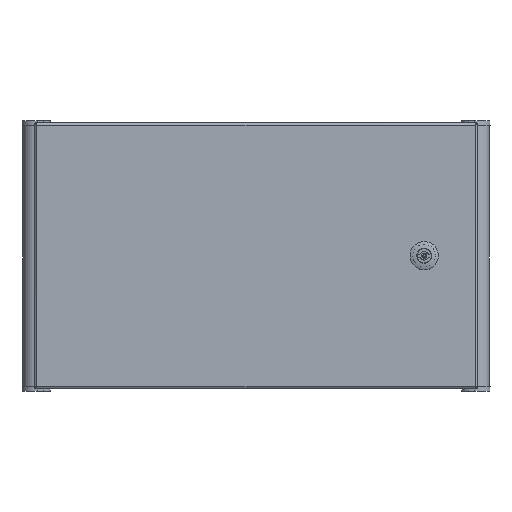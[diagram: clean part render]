
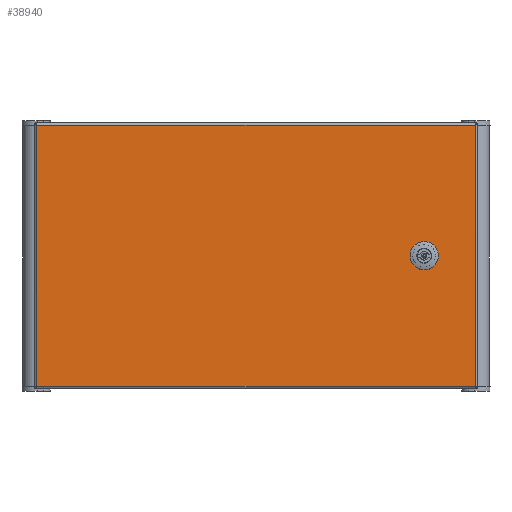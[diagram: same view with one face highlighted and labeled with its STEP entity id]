
A CAD part, top view. The second image highlights one B-rep face of the part: STEP entity #38940.
In plain terms, the highlighted face is planar.
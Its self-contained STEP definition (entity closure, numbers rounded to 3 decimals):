
#408 = LINE ( 'NONE', #14973, #14828 ) ;
#2043 = CARTESIAN_POINT ( 'NONE',  ( 190., 0., 0. ) ) ;
#2214 = CARTESIAN_POINT ( 'NONE',  ( 248.743, -147.5, 0. ) ) ;
#2644 = CARTESIAN_POINT ( 'NONE',  ( 247.5, -147.5, 0. ) ) ;
#3581 = EDGE_CURVE ( 'NONE', #37987, #36394, #29794, .T. ) ;
#5087 = CARTESIAN_POINT ( 'NONE',  ( 190., 0., 0. ) ) ;
#5258 = EDGE_CURVE ( 'NONE', #41920, #9680, #36910, .T. ) ;
#6198 = CIRCLE ( 'NONE', #32094, 11.25 ) ;
#7133 = CARTESIAN_POINT ( 'NONE',  ( 179.95, 5.056, 0. ) ) ;
#7354 = CIRCLE ( 'NONE', #18100, 11.25 ) ;
#7996 = FACE_BOUND ( 'NONE', #24365, .T. ) ;
#8052 = CARTESIAN_POINT ( 'NONE',  ( 195.056, -10.05, 0. ) ) ;
#8270 = DIRECTION ( 'NONE',  ( 0., 0., -1. ) ) ;
#8485 = EDGE_CURVE ( 'NONE', #41067, #38627, #9416, .T. ) ;
#9003 = CARTESIAN_POINT ( 'NONE',  ( 200.05, 5.056, 0. ) ) ;
#9416 = CIRCLE ( 'NONE', #27439, 11.25 ) ;
#9680 = VERTEX_POINT ( 'NONE', #2644 ) ;
#9976 = EDGE_CURVE ( 'NONE', #20366, #31176, #7354, .T. ) ;
#10289 = CARTESIAN_POINT ( 'NONE',  ( 184.944, 10.05, 0. ) ) ;
#10365 = CARTESIAN_POINT ( 'NONE',  ( -248.743, 147.5, 0. ) ) ;
#10377 = ORIENTED_EDGE ( 'NONE', *, *, #3581, .T. ) ;
#10429 = DIRECTION ( 'NONE',  ( 0., 1., 0. ) ) ;
#10694 = DIRECTION ( 'NONE',  ( 0., 0., 1. ) ) ;
#10783 = ORIENTED_EDGE ( 'NONE', *, *, #13813, .F. ) ;
#10889 = CIRCLE ( 'NONE', #12873, 11.25 ) ;
#10999 = ORIENTED_EDGE ( 'NONE', *, *, #11508, .F. ) ;
#11041 = VECTOR ( 'NONE', #37670, 1000. ) ;
#11108 = ORIENTED_EDGE ( 'NONE', *, *, #31598, .F. ) ;
#11508 = EDGE_CURVE ( 'NONE', #24788, #15672, #10889, .T. ) ;
#12111 = CARTESIAN_POINT ( 'NONE',  ( 190., 0., 0. ) ) ;
#12873 = AXIS2_PLACEMENT_3D ( 'NONE', #2043, #38828, #25104 ) ;
#13234 = DIRECTION ( 'NONE',  ( -1., 0., 0. ) ) ;
#13237 = CARTESIAN_POINT ( 'NONE',  ( 200.05, -5.056, 0. ) ) ;
#13279 = EDGE_CURVE ( 'NONE', #15672, #16382, #40204, .T. ) ;
#13813 = EDGE_CURVE ( 'NONE', #38627, #24788, #408, .T. ) ;
#14520 = CARTESIAN_POINT ( 'NONE',  ( 247.5, 147.5, 0. ) ) ;
#14828 = VECTOR ( 'NONE', #38060, 1000. ) ;
#14973 = CARTESIAN_POINT ( 'NONE',  ( 200.05, 5.056, 0. ) ) ;
#15264 = DIRECTION ( 'NONE',  ( -1., 0., 0. ) ) ;
#15498 = EDGE_CURVE ( 'NONE', #36394, #41920, #35393, .T. ) ;
#15672 = VERTEX_POINT ( 'NONE', #8052 ) ;
#16127 = DIRECTION ( 'NONE',  ( -1., 0., 0. ) ) ;
#16382 = VERTEX_POINT ( 'NONE', #23229 ) ;
#17440 = DIRECTION ( 'NONE',  ( 1., 0., 0. ) ) ;
#17781 = VECTOR ( 'NONE', #25421, 1000. ) ;
#17816 = VECTOR ( 'NONE', #19568, 1000. ) ;
#18100 = AXIS2_PLACEMENT_3D ( 'NONE', #5087, #8270, #15264 ) ;
#19522 = VECTOR ( 'NONE', #38984, 1000. ) ;
#19568 = DIRECTION ( 'NONE',  ( 1., 0., 0. ) ) ;
#20227 = CARTESIAN_POINT ( 'NONE',  ( -247.5, -148.743, 0. ) ) ;
#20366 = VERTEX_POINT ( 'NONE', #38788 ) ;
#20828 = LINE ( 'NONE', #40585, #11041 ) ;
#20992 = VECTOR ( 'NONE', #36388, 1000. ) ;
#21174 = CARTESIAN_POINT ( 'NONE',  ( -247.5, -147.5, 0. ) ) ;
#21965 = ORIENTED_EDGE ( 'NONE', *, *, #8485, .F. ) ;
#22671 = CARTESIAN_POINT ( 'NONE',  ( 195.056, -10.05, 0. ) ) ;
#22848 = CARTESIAN_POINT ( 'NONE',  ( 247.5, 148.743, 0. ) ) ;
#23059 = DIRECTION ( 'NONE',  ( 0., 0., -1. ) ) ;
#23203 = CARTESIAN_POINT ( 'NONE',  ( 190., 0., 0. ) ) ;
#23229 = CARTESIAN_POINT ( 'NONE',  ( 184.944, -10.05, 0. ) ) ;
#23669 = CARTESIAN_POINT ( 'NONE',  ( 179.95, -5.056, 0. ) ) ;
#23944 = CARTESIAN_POINT ( 'NONE',  ( -250., 150., 0. ) ) ;
#24079 = PLANE ( 'NONE',  #28973 ) ;
#24204 = VERTEX_POINT ( 'NONE', #23669 ) ;
#24307 = EDGE_CURVE ( 'NONE', #24204, #20366, #39252, .T. ) ;
#24365 = EDGE_LOOP ( 'NONE', ( #32745, #10999, #10783, #21965, #33061, #25660, #42245, #11108 ) ) ;
#24788 = VERTEX_POINT ( 'NONE', #13237 ) ;
#25104 = DIRECTION ( 'NONE',  ( -1., 0., 0. ) ) ;
#25421 = DIRECTION ( 'NONE',  ( -1., 0., 0. ) ) ;
#25660 = ORIENTED_EDGE ( 'NONE', *, *, #9976, .F. ) ;
#26143 = DIRECTION ( 'NONE',  ( 0., -1., 0. ) ) ;
#27003 = FACE_OUTER_BOUND ( 'NONE', #37398, .T. ) ;
#27084 = EDGE_CURVE ( 'NONE', #31176, #41067, #20828, .T. ) ;
#27439 = AXIS2_PLACEMENT_3D ( 'NONE', #12111, #35194, #16127 ) ;
#27667 = ORIENTED_EDGE ( 'NONE', *, *, #5258, .T. ) ;
#28973 = AXIS2_PLACEMENT_3D ( 'NONE', #23944, #10694, #17440 ) ;
#29071 = CARTESIAN_POINT ( 'NONE',  ( -247.5, 147.5, 0. ) ) ;
#29714 = VECTOR ( 'NONE', #26143, 1000. ) ;
#29794 = LINE ( 'NONE', #20227, #20992 ) ;
#30037 = CARTESIAN_POINT ( 'NONE',  ( 195.056, 10.05, 0. ) ) ;
#31176 = VERTEX_POINT ( 'NONE', #10289 ) ;
#31202 = LINE ( 'NONE', #2214, #17781 ) ;
#31598 = EDGE_CURVE ( 'NONE', #16382, #24204, #6198, .T. ) ;
#31989 = VECTOR ( 'NONE', #10429, 1000. ) ;
#32094 = AXIS2_PLACEMENT_3D ( 'NONE', #23203, #23059, #13234 ) ;
#32745 = ORIENTED_EDGE ( 'NONE', *, *, #13279, .F. ) ;
#33061 = ORIENTED_EDGE ( 'NONE', *, *, #27084, .F. ) ;
#33686 = ORIENTED_EDGE ( 'NONE', *, *, #15498, .T. ) ;
#35194 = DIRECTION ( 'NONE',  ( 0., 0., -1. ) ) ;
#35393 = LINE ( 'NONE', #10365, #17816 ) ;
#36388 = DIRECTION ( 'NONE',  ( 0., 1., 0. ) ) ;
#36394 = VERTEX_POINT ( 'NONE', #29071 ) ;
#36428 = ORIENTED_EDGE ( 'NONE', *, *, #37448, .T. ) ;
#36910 = LINE ( 'NONE', #22848, #29714 ) ;
#37398 = EDGE_LOOP ( 'NONE', ( #36428, #10377, #33686, #27667 ) ) ;
#37448 = EDGE_CURVE ( 'NONE', #9680, #37987, #31202, .T. ) ;
#37670 = DIRECTION ( 'NONE',  ( 1., 0., 0. ) ) ;
#37987 = VERTEX_POINT ( 'NONE', #21174 ) ;
#38060 = DIRECTION ( 'NONE',  ( 0., -1., 0. ) ) ;
#38627 = VERTEX_POINT ( 'NONE', #9003 ) ;
#38788 = CARTESIAN_POINT ( 'NONE',  ( 179.95, 5.056, 0. ) ) ;
#38828 = DIRECTION ( 'NONE',  ( 0., 0., -1. ) ) ;
#38940 = ADVANCED_FACE ( 'NONE', ( #7996, #27003 ), #24079, .F. ) ;
#38984 = DIRECTION ( 'NONE',  ( -1., 0., 0. ) ) ;
#39252 = LINE ( 'NONE', #7133, #31989 ) ;
#40204 = LINE ( 'NONE', #22671, #19522 ) ;
#40585 = CARTESIAN_POINT ( 'NONE',  ( 195.056, 10.05, 0. ) ) ;
#41067 = VERTEX_POINT ( 'NONE', #30037 ) ;
#41920 = VERTEX_POINT ( 'NONE', #14520 ) ;
#42245 = ORIENTED_EDGE ( 'NONE', *, *, #24307, .F. ) ;
